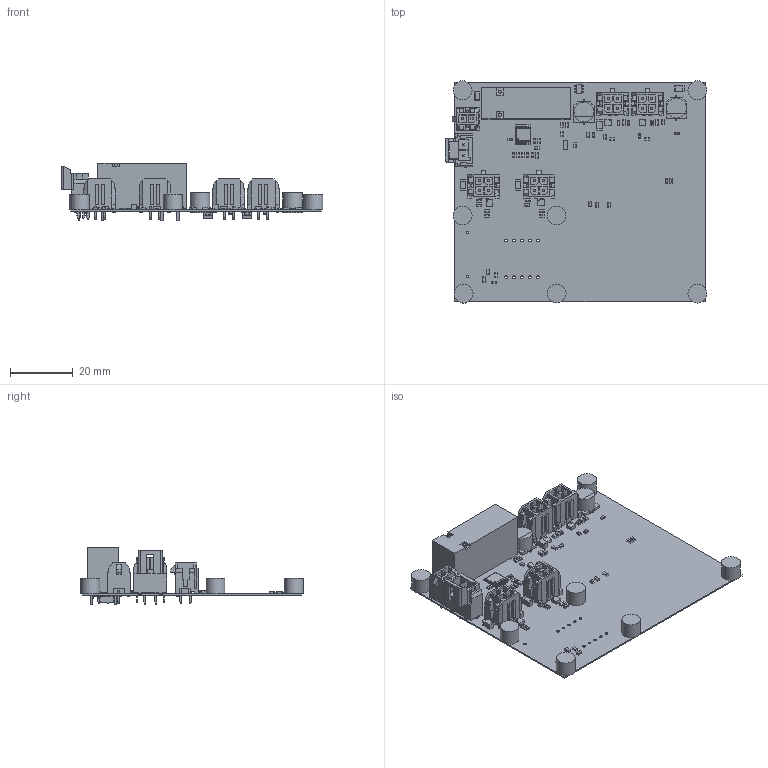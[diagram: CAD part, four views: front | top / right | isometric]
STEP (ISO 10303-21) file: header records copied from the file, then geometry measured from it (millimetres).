
FILE_DESCRIPTION(('Open CASCADE Model'),'2;1');
FILE_NAME('Open CASCADE Shape Model','2019-04-06T15:32:45',('Author'),( 'Open CASCADE'),'Open CASCADE STEP processor 6.8','Open CASCADE 6.8' ,'Unknown');
FILE_SCHEMA(('AUTOMOTIVE_DESIGN { 1 0 10303 214 1 1 1 1 }'));
Length unit declared in the file: millimetre
Products named in the file (181): PCB; Board; C13; 6337499520; Terminal; Open_CASCADE_STEP_translator_6.8_1.1.1; Open_CASCADE_STEP_translator_6.8_1.1.2; Mid_Body; Open_CASCADE_STEP_translator_6.8_1.2.1; R42; 6337499136; Mark; C17; 6337498944; R44; 6337498752; R4; LED2; 6481175616; Extruded; 6481175424; R31; R30; 6337499904; Q2; 6337498560; Open_CASCADE_STEP_translator_6.8_15.1; Body; Open_CASCADE_STEP_translator_6.8_15.2.1; Thermal_Shape; Pin_Shape; R17; P5; 430450427; Open CASCADE STEP translator 6.8 2.12.1.1; Open CASCADE STEP translator 6.8 2.12.1.2; P2; P6; R39; R45 ...
Assembly tree (282 placements, depth 5):
  PCB
    Board
    C13
      6337499520
        Terminal
          Open_CASCADE_STEP_translator_6.8_1.1.1
          Open_CASCADE_STEP_translator_6.8_1.1.2
        Mid_Body
          Open_CASCADE_STEP_translator_6.8_1.2.1
    R42
      6337499136
        Mid_Body
        Terminal  x2
          Open_CASCADE_STEP_translator_6.8_1.2.1
        Mark
    C17
      6337498944
        Terminal
          Open_CASCADE_STEP_translator_6.8_1.1.1
          Open_CASCADE_STEP_translator_6.8_1.1.2
        Mid_Body
          Open_CASCADE_STEP_translator_6.8_1.2.1
    R44
      6337498752
        Mid_Body
        Terminal  x2
          Open_CASCADE_STEP_translator_6.8_1.2.1
        Mark
    R4
      6337498752
        Mid_Body
        Terminal  x2
          Open_CASCADE_STEP_translator_6.8_1.2.1
        Mark
    LED2
      6481175616
        Extruded
      6481175424
        Extruded
    R31
      6337499136
        Mid_Body
        Terminal  x2
          Open_CASCADE_STEP_translator_6.8_1.2.1
        Mark
    R30
      6337499904
        Mid_Body
        Terminal  x2
          Open_CASCADE_STEP_translator_6.8_1.2.1
        Mark
    Q2
      6337498560
        Open_CASCADE_STEP_translator_6.8_15.1
        Body
          Open_CASCADE_STEP_translator_6.8_15.2.1
        Thermal_Shape
        Pin_Shape  x6
    R17
      6337498752
Bounding box: 83.55 x 71.01 x 18.5 mm (x, y, z)
Volume: 10553.9 mm3; surface area: 20972.4 mm2
Topology: 267 solids, 274 shells, 4230 faces, 9795 edges, 6127 vertices
Faces by surface type: plane 3345, cylinder 497, bspline 276, sphere 92, cone 20
Full cylindrical faces by diameter (mm): 0.263 x4, 0.562 x1, 0.63 x2, 0.7 x2, 0.85 x10, 0.9 x1, 1.02 x30, 1.1 x1, 1.3 x4, 2.3 x2, 2.7 x7, 5.513 x2, 6 x7, 6.3 x6
Entity records: 52496 total; most frequent: CARTESIAN_POINT 10907, ORIENTED_EDGE 7031, DIRECTION 6910, EDGE_CURVE 3519, LINE 2614, VECTOR 2614, VERTEX_POINT 2189, AXIS2_PLACEMENT_3D 2148
